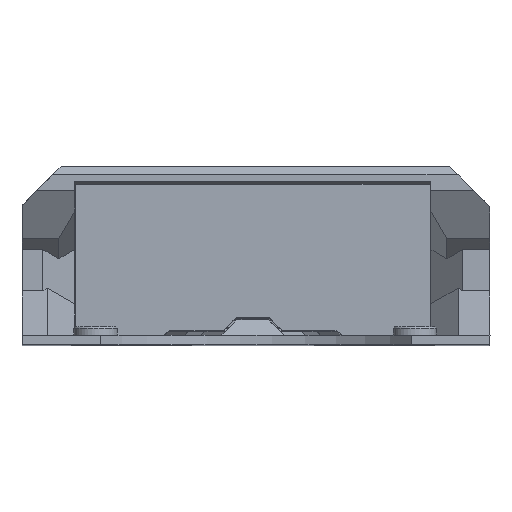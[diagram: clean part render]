
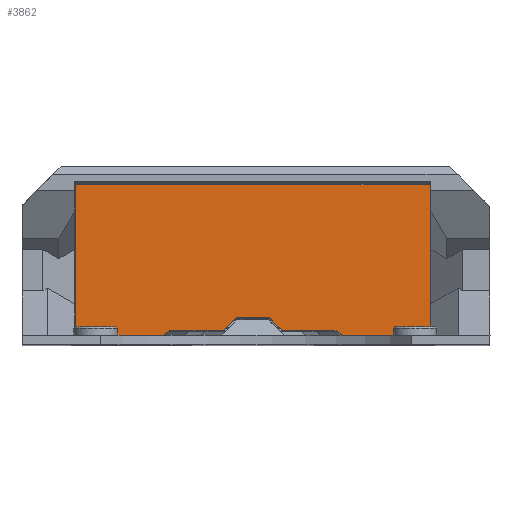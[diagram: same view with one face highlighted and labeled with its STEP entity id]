
A CAD part, top view. The second image highlights one B-rep face of the part: STEP entity #3862.
In plain terms, the highlighted planar face has unit normal (0, 0, 1).
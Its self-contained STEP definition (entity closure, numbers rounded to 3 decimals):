
#37=FACE_OUTER_BOUND('',#230,.T.);
#230=EDGE_LOOP('',(#2522,#2523,#2524,#2525,#2526,#2527,#2528,#2529,#2530,
#2531,#2532,#2533,#2534,#2535));
#428=LINE('',#5392,#996);
#429=LINE('',#5394,#997);
#430=LINE('',#5396,#998);
#431=LINE('',#5398,#999);
#432=LINE('',#5400,#1000);
#433=LINE('',#5402,#1001);
#434=LINE('',#5404,#1002);
#435=LINE('',#5406,#1003);
#436=LINE('',#5408,#1004);
#437=LINE('',#5410,#1005);
#438=LINE('',#5412,#1006);
#439=LINE('',#5414,#1007);
#440=LINE('',#5416,#1008);
#441=LINE('',#5417,#1009);
#996=VECTOR('',#4392,10.);
#997=VECTOR('',#4393,10.);
#998=VECTOR('',#4394,10.);
#999=VECTOR('',#4395,10.);
#1000=VECTOR('',#4396,10.);
#1001=VECTOR('',#4397,10.);
#1002=VECTOR('',#4398,10.);
#1003=VECTOR('',#4399,10.);
#1004=VECTOR('',#4400,10.);
#1005=VECTOR('',#4401,10.);
#1006=VECTOR('',#4402,10.);
#1007=VECTOR('',#4403,10.);
#1008=VECTOR('',#4404,10.);
#1009=VECTOR('',#4405,10.);
#1564=VERTEX_POINT('',#5390);
#1565=VERTEX_POINT('',#5391);
#1566=VERTEX_POINT('',#5393);
#1567=VERTEX_POINT('',#5395);
#1568=VERTEX_POINT('',#5397);
#1569=VERTEX_POINT('',#5399);
#1570=VERTEX_POINT('',#5401);
#1571=VERTEX_POINT('',#5403);
#1572=VERTEX_POINT('',#5405);
#1573=VERTEX_POINT('',#5407);
#1574=VERTEX_POINT('',#5409);
#1575=VERTEX_POINT('',#5411);
#1576=VERTEX_POINT('',#5413);
#1577=VERTEX_POINT('',#5415);
#1946=EDGE_CURVE('',#1564,#1565,#428,.T.);
#1947=EDGE_CURVE('',#1565,#1566,#429,.T.);
#1948=EDGE_CURVE('',#1566,#1567,#430,.T.);
#1949=EDGE_CURVE('',#1567,#1568,#431,.T.);
#1950=EDGE_CURVE('',#1568,#1569,#432,.T.);
#1951=EDGE_CURVE('',#1569,#1570,#433,.T.);
#1952=EDGE_CURVE('',#1570,#1571,#434,.T.);
#1953=EDGE_CURVE('',#1571,#1572,#435,.T.);
#1954=EDGE_CURVE('',#1572,#1573,#436,.T.);
#1955=EDGE_CURVE('',#1573,#1574,#437,.T.);
#1956=EDGE_CURVE('',#1574,#1575,#438,.T.);
#1957=EDGE_CURVE('',#1575,#1576,#439,.T.);
#1958=EDGE_CURVE('',#1576,#1577,#440,.T.);
#1959=EDGE_CURVE('',#1577,#1564,#441,.T.);
#2522=ORIENTED_EDGE('',*,*,#1946,.T.);
#2523=ORIENTED_EDGE('',*,*,#1947,.T.);
#2524=ORIENTED_EDGE('',*,*,#1948,.T.);
#2525=ORIENTED_EDGE('',*,*,#1949,.T.);
#2526=ORIENTED_EDGE('',*,*,#1950,.T.);
#2527=ORIENTED_EDGE('',*,*,#1951,.T.);
#2528=ORIENTED_EDGE('',*,*,#1952,.T.);
#2529=ORIENTED_EDGE('',*,*,#1953,.T.);
#2530=ORIENTED_EDGE('',*,*,#1954,.T.);
#2531=ORIENTED_EDGE('',*,*,#1955,.T.);
#2532=ORIENTED_EDGE('',*,*,#1956,.T.);
#2533=ORIENTED_EDGE('',*,*,#1957,.T.);
#2534=ORIENTED_EDGE('',*,*,#1958,.T.);
#2535=ORIENTED_EDGE('',*,*,#1959,.T.);
#3674=PLANE('',#4155);
#3862=ADVANCED_FACE('',(#37),#3674,.F.);
#4155=AXIS2_PLACEMENT_3D('',#5389,#4390,#4391);
#4390=DIRECTION('center_axis',(0.,0.,
-1.));
#4391=DIRECTION('ref_axis',(0.,1.,0.));
#4392=DIRECTION('',(0.,-1.,0.));
#4393=DIRECTION('',(0.707,-0.707,0.));
#4394=DIRECTION('',(1.,0.,0.));
#4395=DIRECTION('',(0.816,0.577,0.));
#4396=DIRECTION('',(1.,0.,0.));
#4397=DIRECTION('',(0.707,0.707,0.));
#4398=DIRECTION('',(1.,0.,0.));
#4399=DIRECTION('',(0.707,-0.707,0.));
#4400=DIRECTION('',(1.,0.,0.));
#4401=DIRECTION('',(0.816,-0.577,0.));
#4402=DIRECTION('',(1.,0.,0.));
#4403=DIRECTION('',(0.707,0.707,0.));
#4404=DIRECTION('',(0.,1.,0.));
#4405=DIRECTION('',(-1.,0.,0.));
#5389=CARTESIAN_POINT('Origin',(147.518,-103.334,89.6));
#5390=CARTESIAN_POINT('',(136.419,-98.593,89.6));
#5391=CARTESIAN_POINT('',(136.419,-107.5,89.6));
#5392=CARTESIAN_POINT('',(136.419,-100.963,89.6));
#5393=CARTESIAN_POINT('',(136.994,-108.075,89.6));
#5394=CARTESIAN_POINT('',(138.152,-109.233,89.6));
#5395=CARTESIAN_POINT('',(141.822,-108.075,89.6));
#5396=CARTESIAN_POINT('',(142.256,-108.075,89.6));
#5397=CARTESIAN_POINT('',(142.31,-107.73,89.6));
#5398=CARTESIAN_POINT('',(144.838,-105.942,89.6));
#5399=CARTESIAN_POINT('',(145.677,-107.73,89.6));
#5400=CARTESIAN_POINT('',(144.914,-107.73,89.6));
#5401=CARTESIAN_POINT('',(146.477,-106.93,89.6));
#5402=CARTESIAN_POINT('',(147.236,-106.17,89.6));
#5403=CARTESIAN_POINT('',(148.56,-106.93,89.6));
#5404=CARTESIAN_POINT('',(146.998,-106.93,89.6));
#5405=CARTESIAN_POINT('',(149.36,-107.73,89.6));
#5406=CARTESIAN_POINT('',(147.4,-105.77,89.6));
#5407=CARTESIAN_POINT('',(152.726,-107.73,89.6));
#5408=CARTESIAN_POINT('',(148.439,-107.73,89.6));
#5409=CARTESIAN_POINT('',(153.214,-108.075,89.6));
#5410=CARTESIAN_POINT('',(149.954,-105.77,89.6));
#5411=CARTESIAN_POINT('',(158.043,-108.075,89.6));
#5412=CARTESIAN_POINT('',(150.366,-108.075,89.6));
#5413=CARTESIAN_POINT('',(158.618,-107.5,89.6));
#5414=CARTESIAN_POINT('',(156.597,-109.521,89.6));
#5415=CARTESIAN_POINT('',(158.618,-98.593,89.6));
#5416=CARTESIAN_POINT('',(158.618,-105.417,89.6));
#5417=CARTESIAN_POINT('',(153.068,-98.593,89.6));
